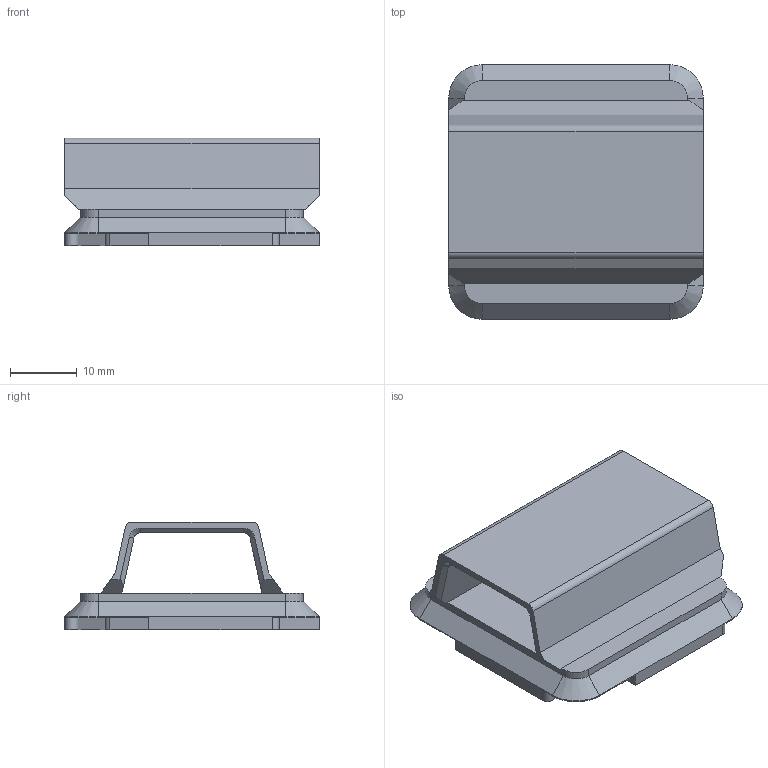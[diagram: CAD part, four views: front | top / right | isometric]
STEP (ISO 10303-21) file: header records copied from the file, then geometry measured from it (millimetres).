
FILE_DESCRIPTION(('FreeCAD Model'),'2;1');
FILE_NAME('Open CASCADE Shape Model','2024-05-18T23:17:48',(''),(''), 'Open CASCADE STEP processor 7.7','FreeCAD','Unknown');
FILE_SCHEMA(('AP242_MANAGED_MODEL_BASED_3D_ENGINEERING_MIM_LF. {1 0 10303 442 1 1 4 }'));
Length unit declared in the file: millimetre
Products named in the file (1): Body001
Bounding box: 38 x 38 x 16.1 mm (x, y, z)
Volume: 7748.5 mm3; surface area: 6371.6 mm2
Topology: 1 solids, 1 shells, 82 faces, 225 edges, 144 vertices
Faces by surface type: plane 57, cylinder 17, cone 8
Full cylindrical faces by diameter (mm): 12 x1
Entity records: 5563 total; most frequent: CARTESIAN_POINT 975, DIRECTION 880, LINE 582, VECTOR 582, ORIENTED_EDGE 450, PCURVE 450, DEFINITIONAL_REPRESENTATION 450, EDGE_CURVE 225
